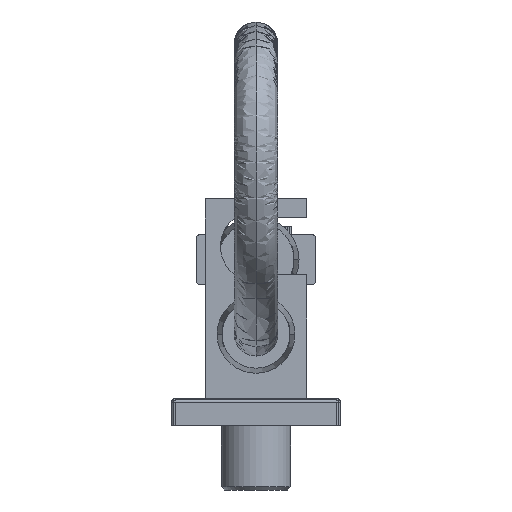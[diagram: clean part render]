
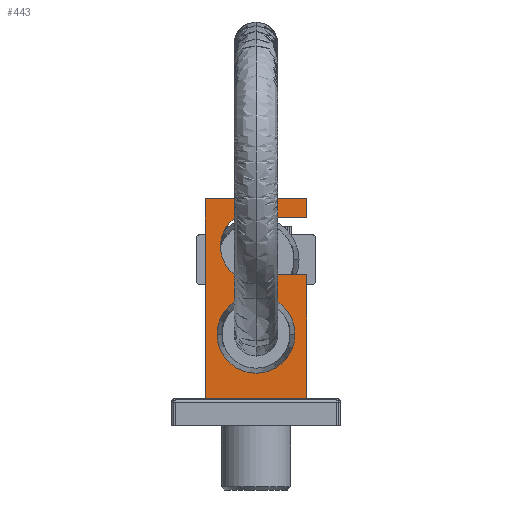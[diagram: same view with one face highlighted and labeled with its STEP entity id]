
A CAD part, front view. The second image highlights one B-rep face of the part: STEP entity #443.
In plain terms, the highlighted planar face has unit normal (0, -1, 0).
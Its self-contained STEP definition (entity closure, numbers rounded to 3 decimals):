
#134 = VERTEX_POINT ( 'NONE', #19077 ) ;
#419 = CARTESIAN_POINT ( 'NONE',  ( -15., -15., 0. ) ) ;
#443 = ADVANCED_FACE ( 'NONE', ( #7137, #18214 ), #14422, .T. ) ;
#557 = DIRECTION ( 'NONE',  ( -1., 0., 0. ) ) ;
#875 = ORIENTED_EDGE ( 'NONE', *, *, #15789, .F. ) ;
#1085 = EDGE_CURVE ( 'NONE', #4113, #10525, #8545, .T. ) ;
#1469 = EDGE_CURVE ( 'NONE', #134, #6359, #14959, .T. ) ;
#1488 = VECTOR ( 'NONE', #9666, 1000. ) ;
#1765 = DIRECTION ( 'NONE',  ( 0., 0., -1. ) ) ;
#1858 = AXIS2_PLACEMENT_3D ( 'NONE', #12015, #9882, #22740 ) ;
#1878 = CARTESIAN_POINT ( 'NONE',  ( 15., -15., 59. ) ) ;
#2181 = DIRECTION ( 'NONE',  ( 0., 0., -1. ) ) ;
#2310 = VERTEX_POINT ( 'NONE', #23325 ) ;
#2488 = VECTOR ( 'NONE', #2181, 1000. ) ;
#2494 = CARTESIAN_POINT ( 'NONE',  ( 15., -15., 59. ) ) ;
#2511 = CARTESIAN_POINT ( 'NONE',  ( 15., -15., 36.625 ) ) ;
#3078 = EDGE_CURVE ( 'NONE', #14699, #10232, #8306, .T. ) ;
#3232 = CARTESIAN_POINT ( 'NONE',  ( 0., -15., 19. ) ) ;
#3979 = EDGE_CURVE ( 'NONE', #5521, #4228, #17113, .T. ) ;
#4113 = VERTEX_POINT ( 'NONE', #14275 ) ;
#4228 = VERTEX_POINT ( 'NONE', #17844 ) ;
#4432 = LINE ( 'NONE', #2511, #21834 ) ;
#4499 = LINE ( 'NONE', #22259, #14169 ) ;
#4650 = EDGE_CURVE ( 'NONE', #19061, #17937, #5532, .T. ) ;
#4822 = EDGE_CURVE ( 'NONE', #23555, #14699, #4432, .T. ) ;
#4879 = EDGE_CURVE ( 'NONE', #2310, #23555, #9716, .T. ) ;
#5074 = DIRECTION ( 'NONE',  ( 0., -1., 0. ) ) ;
#5236 = DIRECTION ( 'NONE',  ( 1., 0., 0. ) ) ;
#5348 = ORIENTED_EDGE ( 'NONE', *, *, #4822, .F. ) ;
#5521 = VERTEX_POINT ( 'NONE', #8215 ) ;
#5532 = CIRCLE ( 'NONE', #17660, 11. ) ;
#6199 = EDGE_LOOP ( 'NONE', ( #19712, #19428 ) ) ;
#6359 = VERTEX_POINT ( 'NONE', #11489 ) ;
#6453 = CARTESIAN_POINT ( 'NONE',  ( 15., -15., 53.375 ) ) ;
#6817 = DIRECTION ( 'NONE',  ( 0., -1., 0. ) ) ;
#7137 = FACE_BOUND ( 'NONE', #6199, .T. ) ;
#7516 = DIRECTION ( 'NONE',  ( 1., 0., 0. ) ) ;
#8215 = CARTESIAN_POINT ( 'NONE',  ( 6.333, -15., 53.375 ) ) ;
#8224 = ORIENTED_EDGE ( 'NONE', *, *, #4879, .F. ) ;
#8306 = LINE ( 'NONE', #2494, #12100 ) ;
#8545 = LINE ( 'NONE', #12104, #13270 ) ;
#9365 = CARTESIAN_POINT ( 'NONE',  ( 0., -15., 45. ) ) ;
#9582 = ORIENTED_EDGE ( 'NONE', *, *, #3078, .F. ) ;
#9666 = DIRECTION ( 'NONE',  ( -1., 0., 0. ) ) ;
#9716 = CIRCLE ( 'NONE', #12763, 10.5 ) ;
#9784 = CARTESIAN_POINT ( 'NONE',  ( 0., -15., 45. ) ) ;
#9800 = EDGE_LOOP ( 'NONE', ( #5348, #8224, #875, #13853, #17427, #17930, #11250, #18572, #14359, #9582 ) ) ;
#9882 = DIRECTION ( 'NONE',  ( 0., -1., 0. ) ) ;
#9934 = EDGE_CURVE ( 'NONE', #10525, #10232, #14538, .T. ) ;
#10232 = VERTEX_POINT ( 'NONE', #15848 ) ;
#10525 = VERTEX_POINT ( 'NONE', #419 ) ;
#11250 = ORIENTED_EDGE ( 'NONE', *, *, #14354, .T. ) ;
#11283 = EDGE_CURVE ( 'NONE', #6359, #5521, #22767, .T. ) ;
#11489 = CARTESIAN_POINT ( 'NONE',  ( 15., -15., 53.375 ) ) ;
#11772 = CARTESIAN_POINT ( 'NONE',  ( 6.333, -15., 36.625 ) ) ;
#12015 = CARTESIAN_POINT ( 'NONE',  ( 0., -15., 45. ) ) ;
#12100 = VECTOR ( 'NONE', #17724, 1000. ) ;
#12104 = CARTESIAN_POINT ( 'NONE',  ( -15., -15., 59. ) ) ;
#12167 = CARTESIAN_POINT ( 'NONE',  ( 0., -15., 30. ) ) ;
#12763 = AXIS2_PLACEMENT_3D ( 'NONE', #9784, #16587, #16821 ) ;
#12858 = AXIS2_PLACEMENT_3D ( 'NONE', #1878, #18107, #1765 ) ;
#13270 = VECTOR ( 'NONE', #17243, 1000. ) ;
#13853 = ORIENTED_EDGE ( 'NONE', *, *, #3979, .F. ) ;
#14090 = CARTESIAN_POINT ( 'NONE',  ( 0., -15., 8. ) ) ;
#14136 = CARTESIAN_POINT ( 'NONE',  ( 0., -15., 19. ) ) ;
#14169 = VECTOR ( 'NONE', #557, 1000. ) ;
#14275 = CARTESIAN_POINT ( 'NONE',  ( -15., -15., 59. ) ) ;
#14354 = EDGE_CURVE ( 'NONE', #134, #4113, #4499, .T. ) ;
#14359 = ORIENTED_EDGE ( 'NONE', *, *, #9934, .T. ) ;
#14422 = PLANE ( 'NONE',  #12858 ) ;
#14538 = LINE ( 'NONE', #17874, #21741 ) ;
#14699 = VERTEX_POINT ( 'NONE', #16990 ) ;
#14959 = LINE ( 'NONE', #18279, #2488 ) ;
#15789 = EDGE_CURVE ( 'NONE', #4228, #2310, #21080, .T. ) ;
#15848 = CARTESIAN_POINT ( 'NONE',  ( 15., -15., 0. ) ) ;
#16115 = DIRECTION ( 'NONE',  ( 0., 0., -1. ) ) ;
#16587 = DIRECTION ( 'NONE',  ( 0., -1., 0. ) ) ;
#16821 = DIRECTION ( 'NONE',  ( 0., 0., -1. ) ) ;
#16857 = CIRCLE ( 'NONE', #22177, 11. ) ;
#16950 = EDGE_CURVE ( 'NONE', #17937, #19061, #16857, .T. ) ;
#16990 = CARTESIAN_POINT ( 'NONE',  ( 15., -15., 36.625 ) ) ;
#17113 = CIRCLE ( 'NONE', #1858, 10.5 ) ;
#17243 = DIRECTION ( 'NONE',  ( 0., 0., -1. ) ) ;
#17427 = ORIENTED_EDGE ( 'NONE', *, *, #11283, .F. ) ;
#17660 = AXIS2_PLACEMENT_3D ( 'NONE', #14136, #5074, #17709 ) ;
#17709 = DIRECTION ( 'NONE',  ( 0., 0., -1. ) ) ;
#17724 = DIRECTION ( 'NONE',  ( 0., 0., -1. ) ) ;
#17844 = CARTESIAN_POINT ( 'NONE',  ( 0., -15., 55.5 ) ) ;
#17874 = CARTESIAN_POINT ( 'NONE',  ( -15., -15., 0. ) ) ;
#17930 = ORIENTED_EDGE ( 'NONE', *, *, #1469, .F. ) ;
#17937 = VERTEX_POINT ( 'NONE', #12167 ) ;
#18107 = DIRECTION ( 'NONE',  ( 0., -1., 0. ) ) ;
#18169 = DIRECTION ( 'NONE',  ( 0., -1., 0. ) ) ;
#18214 = FACE_OUTER_BOUND ( 'NONE', #9800, .T. ) ;
#18279 = CARTESIAN_POINT ( 'NONE',  ( 15., -15., 59. ) ) ;
#18572 = ORIENTED_EDGE ( 'NONE', *, *, #1085, .T. ) ;
#19061 = VERTEX_POINT ( 'NONE', #14090 ) ;
#19077 = CARTESIAN_POINT ( 'NONE',  ( 15., -15., 59. ) ) ;
#19428 = ORIENTED_EDGE ( 'NONE', *, *, #4650, .F. ) ;
#19712 = ORIENTED_EDGE ( 'NONE', *, *, #16950, .F. ) ;
#21080 = CIRCLE ( 'NONE', #21451, 10.5 ) ;
#21451 = AXIS2_PLACEMENT_3D ( 'NONE', #9365, #18169, #21641 ) ;
#21641 = DIRECTION ( 'NONE',  ( 0., 0., -1. ) ) ;
#21741 = VECTOR ( 'NONE', #5236, 1000. ) ;
#21834 = VECTOR ( 'NONE', #7516, 1000. ) ;
#22177 = AXIS2_PLACEMENT_3D ( 'NONE', #3232, #6817, #16115 ) ;
#22259 = CARTESIAN_POINT ( 'NONE',  ( 15., -15., 59. ) ) ;
#22740 = DIRECTION ( 'NONE',  ( 0., 0., -1. ) ) ;
#22767 = LINE ( 'NONE', #6453, #1488 ) ;
#23325 = CARTESIAN_POINT ( 'NONE',  ( 0., -15., 34.5 ) ) ;
#23555 = VERTEX_POINT ( 'NONE', #11772 ) ;
